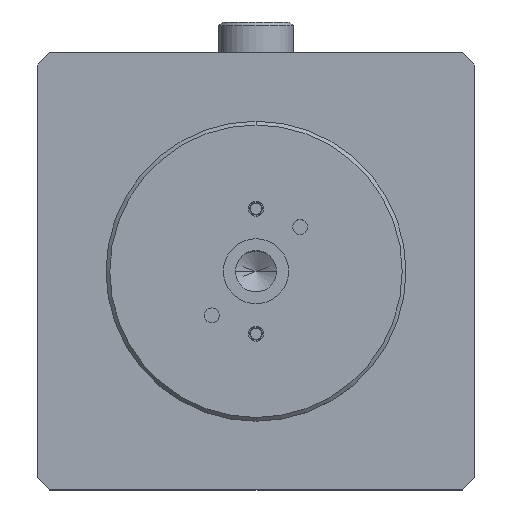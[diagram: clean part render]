
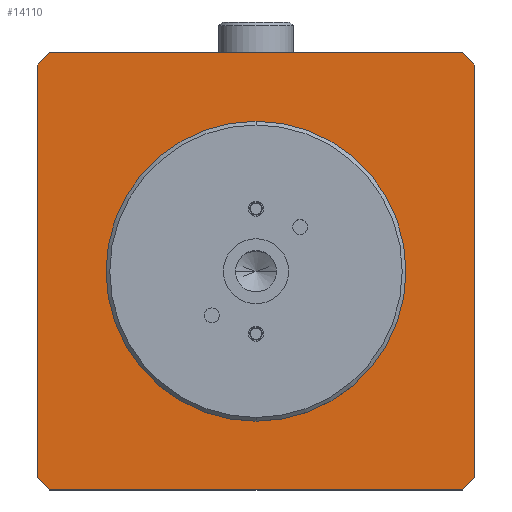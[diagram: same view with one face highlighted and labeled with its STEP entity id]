
A CAD part, top view. The second image highlights one B-rep face of the part: STEP entity #14110.
In plain terms, the highlighted planar face has unit normal (0, 0, 1).
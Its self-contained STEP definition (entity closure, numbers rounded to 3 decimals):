
#13250=CARTESIAN_POINT('',(17.5,17.5,1.5));
#13260=DIRECTION('',(0.,0.,1.));
#13270=DIRECTION('',(1.,0.,0.));
#13280=AXIS2_PLACEMENT_3D('',#13250,#13260,#13270);
#13290=PLANE('',#13280);
#13300=CARTESIAN_POINT('',(17.5,17.5,1.5));
#13310=DIRECTION('',(0.,0.,1.));
#13320=DIRECTION('',(1.,0.,0.));
#13330=AXIS2_PLACEMENT_3D('',#13300,#13310,#13320);
#13340=CIRCLE('',#13330,12.);
#13350=CARTESIAN_POINT('',(29.5,17.5,1.5));
#13360=VERTEX_POINT('',#13350);
#13370=CARTESIAN_POINT('',(5.5,17.5,1.5));
#13380=VERTEX_POINT('',#13370);
#13390=EDGE_CURVE('',#13360,#13380,#13340,.T.);
#13400=ORIENTED_EDGE('',*,*,#13390,.F.);
#13410=EDGE_CURVE('',#13380,#13360,#13340,.T.);
#13420=ORIENTED_EDGE('',*,*,#13410,.F.);
#13430=EDGE_LOOP('',(#13420,#13400));
#13440=FACE_BOUND('',#13430,.T.);
#13450=CARTESIAN_POINT('',(1.,0.,1.5));
#13460=DIRECTION('',(-0.707,0.707,0.));
#13470=VECTOR('',#13460,1.);
#13480=LINE('',#13450,#13470);
#13490=CARTESIAN_POINT('',(1.,0.,1.5));
#13500=VERTEX_POINT('',#13490);
#13510=CARTESIAN_POINT('',(0.,1.,1.5));
#13520=VERTEX_POINT('',#13510);
#13530=EDGE_CURVE('',#13500,#13520,#13480,.T.);
#13540=ORIENTED_EDGE('',*,*,#13530,.F.);
#13550=CARTESIAN_POINT('',(0.,0.,1.5));
#13560=DIRECTION('',(0.,1.,0.));
#13570=VECTOR('',#13560,1.);
#13580=LINE('',#13550,#13570);
#13590=CARTESIAN_POINT('',(0.,34.,1.5));
#13600=VERTEX_POINT('',#13590);
#13610=EDGE_CURVE('',#13520,#13600,#13580,.T.);
#13620=ORIENTED_EDGE('',*,*,#13610,.F.);
#13630=CARTESIAN_POINT('',(-34.,0.,1.5));
#13640=DIRECTION('',(-0.707,-0.707,0.));
#13650=VECTOR('',#13640,1.);
#13660=LINE('',#13630,#13650);
#13670=CARTESIAN_POINT('',(1.,35.,1.5));
#13680=VERTEX_POINT('',#13670);
#13690=EDGE_CURVE('',#13680,#13600,#13660,.T.);
#13700=ORIENTED_EDGE('',*,*,#13690,.T.);
#13710=CARTESIAN_POINT('',(0.,35.,1.5));
#13720=DIRECTION('',(1.,0.,0.));
#13730=VECTOR('',#13720,1.);
#13740=LINE('',#13710,#13730);
#13750=CARTESIAN_POINT('',(34.,35.,1.5));
#13760=VERTEX_POINT('',#13750);
#13770=EDGE_CURVE('',#13680,#13760,#13740,.T.);
#13780=ORIENTED_EDGE('',*,*,#13770,.F.);
#13790=CARTESIAN_POINT('',(69.,0.,1.5));
#13800=DIRECTION('',(0.707,-0.707,0.));
#13810=VECTOR('',#13800,1.);
#13820=LINE('',#13790,#13810);
#13830=CARTESIAN_POINT('',(35.,34.,1.5));
#13840=VERTEX_POINT('',#13830);
#13850=EDGE_CURVE('',#13760,#13840,#13820,.T.);
#13860=ORIENTED_EDGE('',*,*,#13850,.F.);
#13870=CARTESIAN_POINT('',(35.,0.,1.5));
#13880=DIRECTION('',(0.,-1.,0.));
#13890=VECTOR('',#13880,1.);
#13900=LINE('',#13870,#13890);
#13910=CARTESIAN_POINT('',(35.,1.,1.5));
#13920=VERTEX_POINT('',#13910);
#13930=EDGE_CURVE('',#13840,#13920,#13900,.T.);
#13940=ORIENTED_EDGE('',*,*,#13930,.F.);
#13950=CARTESIAN_POINT('',(34.,0.,1.5));
#13960=DIRECTION('',(-0.707,-0.707,0.));
#13970=VECTOR('',#13960,1.);
#13980=LINE('',#13950,#13970);
#13990=CARTESIAN_POINT('',(34.,0.,1.5));
#14000=VERTEX_POINT('',#13990);
#14010=EDGE_CURVE('',#13920,#14000,#13980,.T.);
#14020=ORIENTED_EDGE('',*,*,#14010,.F.);
#14030=CARTESIAN_POINT('',(0.,0.,1.5));
#14040=DIRECTION('',(-1.,0.,0.));
#14050=VECTOR('',#14040,1.);
#14060=LINE('',#14030,#14050);
#14070=EDGE_CURVE('',#14000,#13500,#14060,.T.);
#14080=ORIENTED_EDGE('',*,*,#14070,.F.);
#14090=EDGE_LOOP('',(#14080,#14020,#13940,#13860,#13780,#13700,#13620,
#13540));
#14100=FACE_OUTER_BOUND('',#14090,.T.);
#14110=ADVANCED_FACE('',(#13440,#14100),#13290,.T.);
